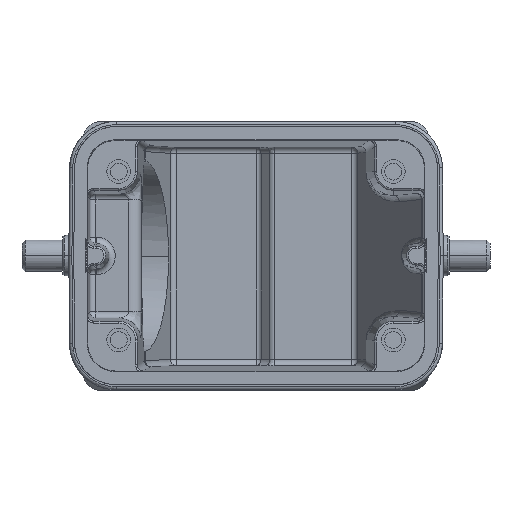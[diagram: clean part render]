
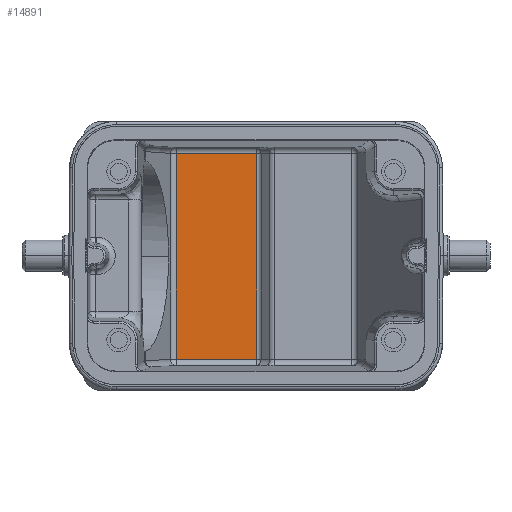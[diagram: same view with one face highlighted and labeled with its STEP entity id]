
A CAD part, top view. The second image highlights one B-rep face of the part: STEP entity #14891.
In plain terms, the highlighted planar face has unit normal (0, 0, 1).
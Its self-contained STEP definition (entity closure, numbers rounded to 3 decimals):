
#5021=DIRECTION('',(0.,-1.,0.));
#5022=VECTOR('',#5021,32.999);
#5023=CARTESIAN_POINT('',(-12.762,16.5,-67.5));
#5024=LINE('',#5023,#5022);
#5040=DIRECTION('',(1.,0.,0.));
#5041=VECTOR('',#5040,12.864);
#5042=CARTESIAN_POINT('',(-12.762,-16.5,-67.5));
#5043=LINE('',#5042,#5041);
#5048=DIRECTION('',(0.,1.,0.));
#5049=VECTOR('',#5048,32.999);
#5050=CARTESIAN_POINT('',(0.102,-16.5,-67.5));
#5051=LINE('',#5050,#5049);
#5075=DIRECTION('',(-1.,0.,0.));
#5076=VECTOR('',#5075,12.864);
#5077=CARTESIAN_POINT('',(0.102,16.5,-67.5));
#5078=LINE('',#5077,#5076);
#6905=CARTESIAN_POINT('',(-12.762,16.5,-67.5));
#6906=VERTEX_POINT('',#6905);
#6907=CARTESIAN_POINT('',(-12.762,-16.5,-67.5));
#6908=VERTEX_POINT('',#6907);
#6909=CARTESIAN_POINT('',(0.102,-16.5,-67.5));
#6910=VERTEX_POINT('',#6909);
#6911=CARTESIAN_POINT('',(0.102,16.5,-67.5));
#6912=VERTEX_POINT('',#6911);
#14878=CARTESIAN_POINT('',(0.516,-18.5,-67.5));
#14879=DIRECTION('',(0.,0.,-1.));
#14880=DIRECTION('',(-1.,0.,0.));
#14881=AXIS2_PLACEMENT_3D('',#14878,#14879,#14880);
#14882=PLANE('',#14881);
#14884=ORIENTED_EDGE('',*,*,#14883,.F.);
#14885=ORIENTED_EDGE('',*,*,#14869,.F.);
#14886=ORIENTED_EDGE('',*,*,#14834,.F.);
#14888=ORIENTED_EDGE('',*,*,#14887,.F.);
#14889=EDGE_LOOP('',(#14884,#14885,#14886,#14888));
#14890=FACE_OUTER_BOUND('',#14889,.F.);
#14891=ADVANCED_FACE('',(#14890),#14882,.F.);
#14834=EDGE_CURVE('',#6906,#6908,#5024,.T.);
#14869=EDGE_CURVE('',#6908,#6910,#5043,.T.);
#14883=EDGE_CURVE('',#6910,#6912,#5051,.T.);
#14887=EDGE_CURVE('',#6912,#6906,#5078,.T.);
